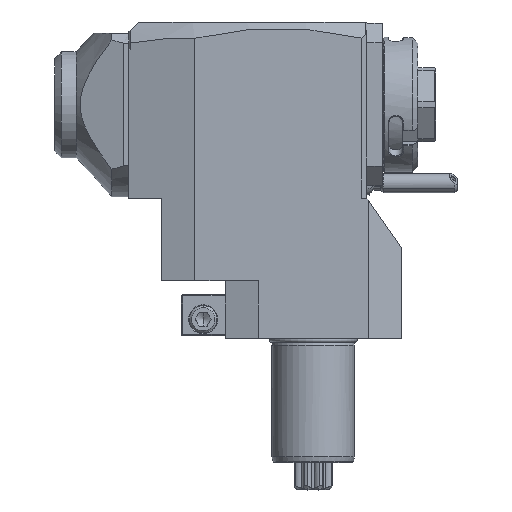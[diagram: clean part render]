
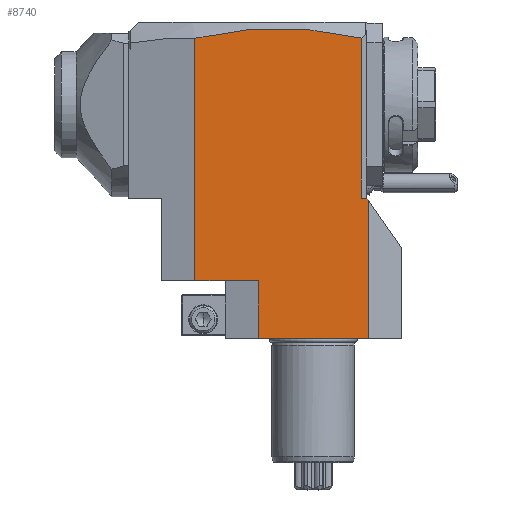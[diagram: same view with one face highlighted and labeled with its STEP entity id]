
A CAD part, top view. The second image highlights one B-rep face of the part: STEP entity #8740.
In plain terms, the highlighted planar face has unit normal (0, 0, 1).
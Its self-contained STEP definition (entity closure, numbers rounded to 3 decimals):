
#21=DIRECTION('',(0.,-1.,0.));
#22=VECTOR('',#21,88.092);
#23=CARTESIAN_POINT('',(-20.,58.092,32.));
#24=LINE('',#23,#22);
#39=CARTESIAN_POINT('',(40.5,58.133,32.));
#40=CARTESIAN_POINT('',(35.458,59.345,32.));
#41=CARTESIAN_POINT('',(25.373,61.145,32.));
#42=CARTESIAN_POINT('',(10.247,62.032,32.));
#43=CARTESIAN_POINT('',(-4.877,61.124,32.));
#44=CARTESIAN_POINT('',(-14.959,59.311,32.));
#45=CARTESIAN_POINT('',(-20.,58.092,32.));
#47=DIRECTION('',(-0.574,0.819,0.));
#48=VECTOR('',#47,0.872);
#49=CARTESIAN_POINT('',(43.,-0.714,32.));
#50=LINE('',#49,#48);
#51=DIRECTION('',(0.,1.,0.));
#52=VECTOR('',#51,50.286);
#53=CARTESIAN_POINT('',(43.,-51.,32.));
#54=LINE('',#53,#52);
#127=DIRECTION('',(1.,0.,0.));
#128=VECTOR('',#127,23.);
#129=CARTESIAN_POINT('',(-20.,-30.,32.));
#130=LINE('',#129,#128);
#901=DIRECTION('',(0.,1.,0.));
#902=VECTOR('',#901,58.133);
#903=CARTESIAN_POINT('',(40.5,0.,32.));
#904=LINE('',#903,#902);
#914=DIRECTION('',(-1.,0.,0.));
#915=VECTOR('',#914,2.);
#916=CARTESIAN_POINT('',(42.5,0.,32.));
#917=LINE('',#916,#915);
#3371=DIRECTION('',(0.,-1.,0.));
#3372=VECTOR('',#3371,21.);
#3373=CARTESIAN_POINT('',(3.,-30.,32.));
#3374=LINE('',#3373,#3372);
#3395=DIRECTION('',(-1.,0.,0.));
#3396=VECTOR('',#3395,40.);
#3397=CARTESIAN_POINT('',(43.,-51.,32.));
#3398=LINE('',#3397,#3396);
#7598=VERTEX_POINT('',#39);
#7599=VERTEX_POINT('',#45);
#8387=CARTESIAN_POINT('',(43.,-51.,32.));
#8388=VERTEX_POINT('',#8387);
#8389=CARTESIAN_POINT('',(3.,-51.,32.));
#8390=VERTEX_POINT('',#8389);
#8431=CARTESIAN_POINT('',(-20.,-30.,32.));
#8433=VERTEX_POINT('',#8431);
#8439=CARTESIAN_POINT('',(43.,-0.714,32.));
#8440=CARTESIAN_POINT('',(42.5,0.,32.));
#8441=VERTEX_POINT('',#8439);
#8442=VERTEX_POINT('',#8440);
#8571=CARTESIAN_POINT('',(40.5,0.,32.));
#8572=VERTEX_POINT('',#8571);
#8657=CARTESIAN_POINT('',(3.,-30.,32.));
#8658=VERTEX_POINT('',#8657);
#8716=CARTESIAN_POINT('',(-44.,0.,32.));
#8717=DIRECTION('',(0.,0.,1.));
#8718=DIRECTION('',(1.,0.,0.));
#8719=AXIS2_PLACEMENT_3D('',#8716,#8717,#8718);
#8720=PLANE('',#8719);
#8722=ORIENTED_EDGE('',*,*,#8721,.F.);
#8724=ORIENTED_EDGE('',*,*,#8723,.T.);
#8726=ORIENTED_EDGE('',*,*,#8725,.F.);
#8728=ORIENTED_EDGE('',*,*,#8727,.F.);
#8729=ORIENTED_EDGE('',*,*,#8699,.F.);
#8731=ORIENTED_EDGE('',*,*,#8730,.F.);
#8733=ORIENTED_EDGE('',*,*,#8732,.F.);
#8735=ORIENTED_EDGE('',*,*,#8734,.F.);
#8737=ORIENTED_EDGE('',*,*,#8736,.F.);
#8738=EDGE_LOOP('',(#8722,#8724,#8726,#8728,#8729,#8731,#8733,#8735,#8737));
#8739=FACE_OUTER_BOUND('',#8738,.F.);
#46=B_SPLINE_CURVE_WITH_KNOTS('',3,(#39,#40,#41,#42,#43,#44,#45),.UNSPECIFIED.,
.F.,.F.,(4,1,1,1,4),(0.,0.25,0.5,0.75,1.),.UNSPECIFIED.);
#8699=EDGE_CURVE('',#7599,#8433,#24,.T.);
#8721=EDGE_CURVE('',#8388,#8441,#54,.T.);
#8723=EDGE_CURVE('',#8388,#8390,#3398,.T.);
#8725=EDGE_CURVE('',#8658,#8390,#3374,.T.);
#8727=EDGE_CURVE('',#8433,#8658,#130,.T.);
#8730=EDGE_CURVE('',#7598,#7599,#46,.T.);
#8732=EDGE_CURVE('',#8572,#7598,#904,.T.);
#8734=EDGE_CURVE('',#8442,#8572,#917,.T.);
#8736=EDGE_CURVE('',#8441,#8442,#50,.T.);
#8740=ADVANCED_FACE('',(#8739),#8720,.T.);
